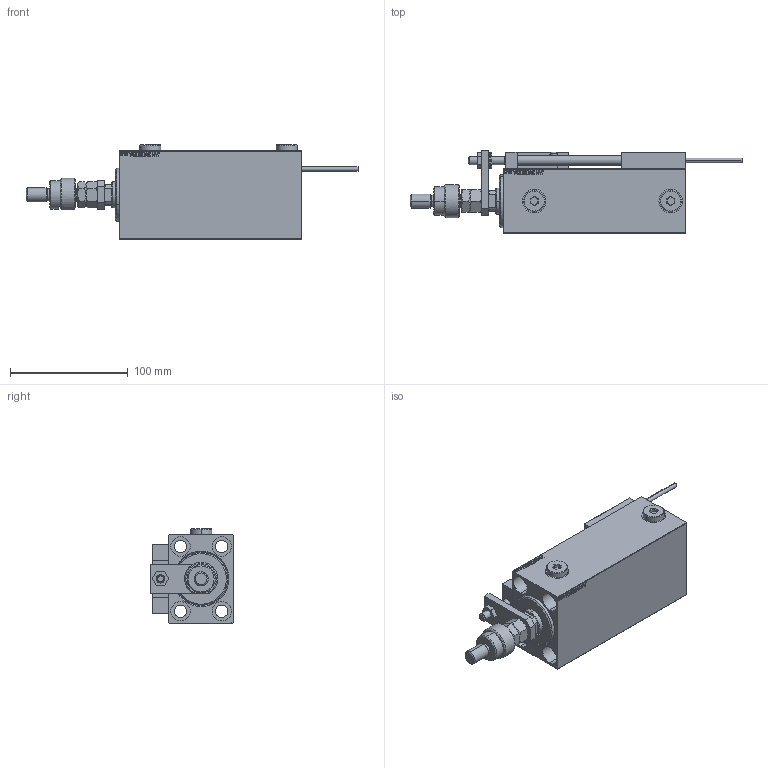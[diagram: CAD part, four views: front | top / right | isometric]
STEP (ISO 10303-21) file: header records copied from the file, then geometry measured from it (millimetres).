
FILE_DESCRIPTION (( 'STEP AP203' ), '1' );
FILE_NAME ('13c3.STEP', '2024-02-13T04:12:17', ( '' ), ( '' ), 'SwSTEP 2.0', 'SolidWorks 2019', '' );
FILE_SCHEMA (( 'CONFIG_CONTROL_DESIGN' ));
Length unit declared in the file: millimetre
Products named in the file (19): V450CM_VC_B 27151a8dee5d38abb5411edfc32a995e; X_Y_DFA 27151a8dee5d38abb5411edfc32a995e; Block 27151a8dee5d38abb5411edfc32a995e; SWITCH X 27151a8dee5d38abb5411edfc32a995e; SWITCH_X_FRONT_BACK 27151a8dee5d38abb5411edfc32a995e; FEMALE_PART_FOR_DFA 27151a8dee5d38abb5411edfc32a995e; V450CM_C_VCP 27151a8dee5d38abb5411edfc32a995e; SWITCH DIM B,W 27151a8dee5d38abb5411edfc32a995e; MAGNET 27151a8dee5d38abb5411edfc32a995e; KONCOVKA 27151a8dee5d38abb5411edfc32a995e; ZARAZKA 27151a8dee5d38abb5411edfc32a995e; MFA 27151a8dee5d38abb5411edfc32a995e; TYC_L79 27151a8dee5d38abb5411edfc32a995e; ALLEN BOLT D5 27151a8dee5d38abb5411edfc32a995e; 13c3; V450CM_C_Body 27151a8dee5d38abb5411edfc32a995e; Zatka_OIL_PORT 27151a8dee5d38abb5411edfc32a995e; ALLEN BOLT D8 27151a8dee5d38abb5411edfc32a995e; NUT_D12 27151a8dee5d38abb5411edfc32a995e
Assembly tree (29 placements, depth 3):
  13c3
    V450CM_C_Body 27151a8dee5d38abb5411edfc32a995e
    SWITCH X 27151a8dee5d38abb5411edfc32a995e
      SWITCH_X_FRONT_BACK 27151a8dee5d38abb5411edfc32a995e  x2
      TYC_L79 27151a8dee5d38abb5411edfc32a995e
      Block 27151a8dee5d38abb5411edfc32a995e  x2
      ALLEN BOLT D5 27151a8dee5d38abb5411edfc32a995e  x4
      ALLEN BOLT D8 27151a8dee5d38abb5411edfc32a995e  x4
      MAGNET 27151a8dee5d38abb5411edfc32a995e  x2
      KONCOVKA 27151a8dee5d38abb5411edfc32a995e  x2
    NUT_D12 27151a8dee5d38abb5411edfc32a995e
    SWITCH DIM B,W 27151a8dee5d38abb5411edfc32a995e
    ZARAZKA 27151a8dee5d38abb5411edfc32a995e
    V450CM_C_VCP 27151a8dee5d38abb5411edfc32a995e
    V450CM_VC_B 27151a8dee5d38abb5411edfc32a995e
    X_Y_DFA 27151a8dee5d38abb5411edfc32a995e
      FEMALE_PART_FOR_DFA 27151a8dee5d38abb5411edfc32a995e
      MFA 27151a8dee5d38abb5411edfc32a995e
    Zatka_OIL_PORT 27151a8dee5d38abb5411edfc32a995e  x2
Bounding box: 282 x 70.5 x 79.9 mm (x, y, z)
Volume: 601919.3 mm3; surface area: 141386.2 mm2
Topology: 27 solids, 27 shells, 1421 faces, 3370 edges, 2139 vertices
Faces by surface type: plane 622, bspline 380, cylinder 217, cone 150, torus 48, sphere 4
Entity records: 54309 total; most frequent: CARTESIAN_POINT 27004, ORIENTED_EDGE 5680, DIRECTION 4010, EDGE_CURVE 2840, VERTEX_POINT 1839, LINE 1592, VECTOR 1592, EDGE_LOOP 1323
